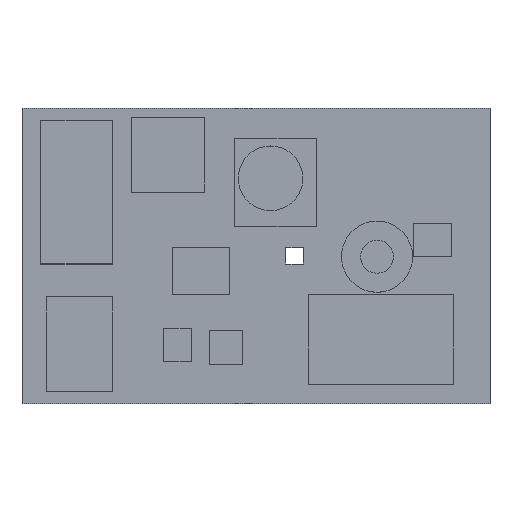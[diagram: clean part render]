
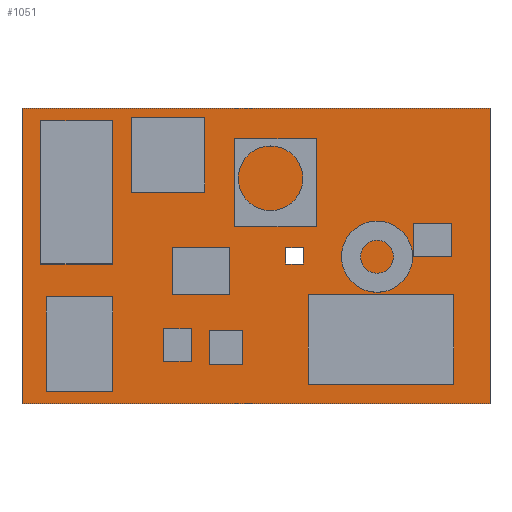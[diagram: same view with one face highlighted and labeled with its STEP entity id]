
A CAD part, top view. The second image highlights one B-rep face of the part: STEP entity #1051.
In plain terms, the highlighted planar face has unit normal (0, 0, 1).
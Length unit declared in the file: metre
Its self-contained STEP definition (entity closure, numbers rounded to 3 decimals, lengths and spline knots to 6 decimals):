
#106=ORIENTED_EDGE('',*,*,#340,.F.);
#107=ORIENTED_EDGE('',*,*,#344,.F.);
#108=ORIENTED_EDGE('',*,*,#347,.F.);
#109=ORIENTED_EDGE('',*,*,#350,.F.);
#110=ORIENTED_EDGE('',*,*,#330,.F.);
#111=ORIENTED_EDGE('',*,*,#334,.T.);
#112=ORIENTED_EDGE('',*,*,#337,.T.);
#113=ORIENTED_EDGE('',*,*,#352,.F.);
#330=EDGE_CURVE('',#464,#465,#562,.T.);
#334=EDGE_CURVE('',#464,#468,#566,.T.);
#337=EDGE_CURVE('',#468,#470,#569,.T.);
#340=EDGE_CURVE('',#472,#473,#572,.T.);
#344=EDGE_CURVE('',#476,#472,#576,.T.);
#347=EDGE_CURVE('',#478,#476,#579,.T.);
#350=EDGE_CURVE('',#473,#478,#582,.T.);
#352=EDGE_CURVE('',#465,#470,#584,.T.);
#464=VERTEX_POINT('',#1659);
#465=VERTEX_POINT('',#1660);
#468=VERTEX_POINT('',#1668);
#470=VERTEX_POINT('',#1674);
#472=VERTEX_POINT('',#1680);
#473=VERTEX_POINT('',#1681);
#476=VERTEX_POINT('',#1689);
#478=VERTEX_POINT('',#1695);
#562=LINE('',#1658,#694);
#566=LINE('',#1667,#698);
#569=LINE('',#1673,#701);
#572=LINE('',#1679,#704);
#576=LINE('',#1688,#708);
#579=LINE('',#1694,#711);
#582=LINE('',#1700,#714);
#584=LINE('',#1703,#716);
#694=VECTOR('',#1355,1.);
#698=VECTOR('',#1361,1.);
#701=VECTOR('',#1366,1.);
#704=VECTOR('',#1371,1.);
#708=VECTOR('',#1377,1.);
#711=VECTOR('',#1382,1.);
#714=VECTOR('',#1387,1.);
#716=VECTOR('',#1391,1.);
#830=EDGE_LOOP('',(#106,#107,#108,#109));
#831=EDGE_LOOP('',(#110,#111,#112,#113));
#908=FACE_BOUND('',#830,.T.);
#909=FACE_BOUND('',#831,.T.);
#985=PLANE('',#1256);
#1051=ADVANCED_FACE('',(#908,#909),#985,.T.);
#1256=AXIS2_PLACEMENT_3D('',#1706,#1395,#1396);
#1355=DIRECTION('',(1.,0.,0.));
#1361=DIRECTION('',(0.,-1.,0.));
#1366=DIRECTION('',(1.,0.,0.));
#1371=DIRECTION('',(0.,1.,0.));
#1377=DIRECTION('',(1.,0.,0.));
#1382=DIRECTION('',(0.,-1.,0.));
#1387=DIRECTION('',(-1.,0.,0.));
#1391=DIRECTION('',(0.,-1.,0.));
#1395=DIRECTION('',(0.,0.,1.));
#1396=DIRECTION('',(1.,0.,0.));
#1658=CARTESIAN_POINT('',(0.010106,0.056508,0.));
#1659=CARTESIAN_POINT('',(-0.078794,0.056508,0.));
#1660=CARTESIAN_POINT('',(0.099006,0.056508,0.));
#1667=CARTESIAN_POINT('',(-0.078794,0.000291,0.));
#1668=CARTESIAN_POINT('',(-0.078794,-0.055926,0.));
#1673=CARTESIAN_POINT('',(0.010106,-0.055926,0.));
#1674=CARTESIAN_POINT('',(0.099006,-0.055926,0.));
#1679=CARTESIAN_POINT('',(0.028105,0.000352,0.));
#1680=CARTESIAN_POINT('',(0.028105,-0.00276,0.));
#1681=CARTESIAN_POINT('',(0.028105,0.003465,0.));
#1688=CARTESIAN_POINT('',(0.024773,-0.00276,0.));
#1689=CARTESIAN_POINT('',(0.021442,-0.00276,0.));
#1694=CARTESIAN_POINT('',(0.021442,0.000352,0.));
#1695=CARTESIAN_POINT('',(0.021442,0.003465,0.));
#1700=CARTESIAN_POINT('',(0.024773,0.003465,0.));
#1703=CARTESIAN_POINT('',(0.099006,0.000291,0.));
#1706=CARTESIAN_POINT('',(0.010106,0.000291,0.));
